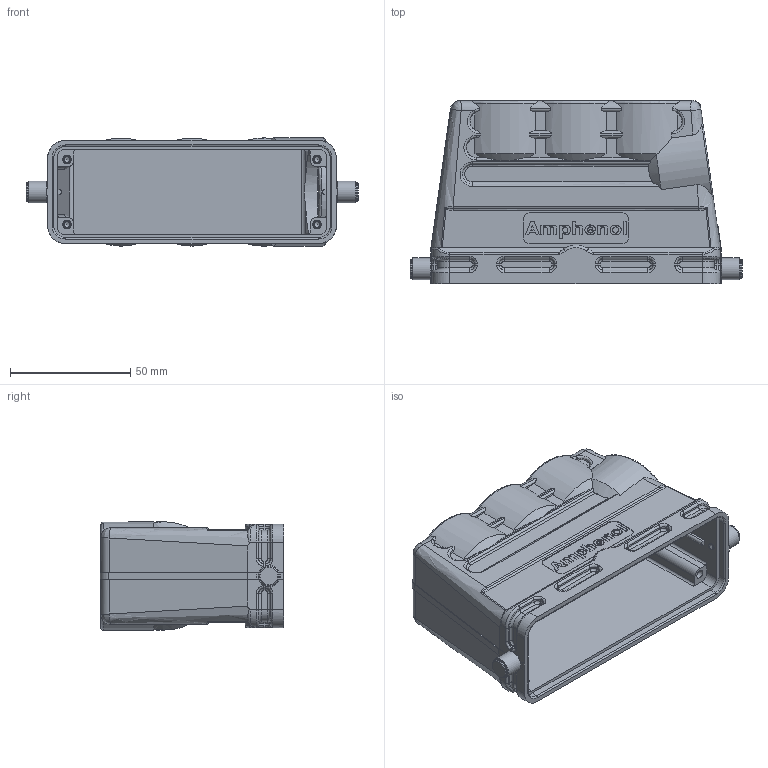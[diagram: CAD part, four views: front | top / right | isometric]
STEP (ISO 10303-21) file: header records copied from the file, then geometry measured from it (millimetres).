
FILE_DESCRIPTION(/* description */ (''),/* implementation_level */ '2;1');
FILE_NAME(/* name */ 'C146_21R024_507_8.stp',/* time_stamp */ '2016-10-26T08:29:57+02:00',/* author */ (''),/* organization */ (''),/* preprocessor_version */ 'ST-DEVELOPER v15',/* originating_system */ 'SIEMENS PLM Software NX 9.0',/* authorisation */ '');
FILE_SCHEMA (('CONFIG_CONTROL_DESIGN'));
Length unit declared in the file: millimetre
Products named in the file (1): c3d-c146 21r024 507 8nxm001-01
Bounding box: 138 x 76.3 x 45 mm (x, y, z)
Volume: 74786.9 mm3; surface area: 52939 mm2
Topology: 1 solids, 1 shells, 806 faces, 2048 edges, 1271 vertices
Faces by surface type: plane 248, cylinder 225, bspline 198, extrusion 66, cone 63, torus 6
Full cylindrical faces by diameter (mm): 2.7 x4, 2.9 x2, 3 x2, 7 x4, 8 x2, 9 x2, 39.026 x1
Entity records: 29330 total; most frequent: CARTESIAN_POINT 11710, ORIENTED_EDGE 3922, DIRECTION 3255, EDGE_CURVE 1961, VERTEX_POINT 1256, AXIS2_PLACEMENT_3D 1167, VECTOR 921, EDGE_LOOP 901
